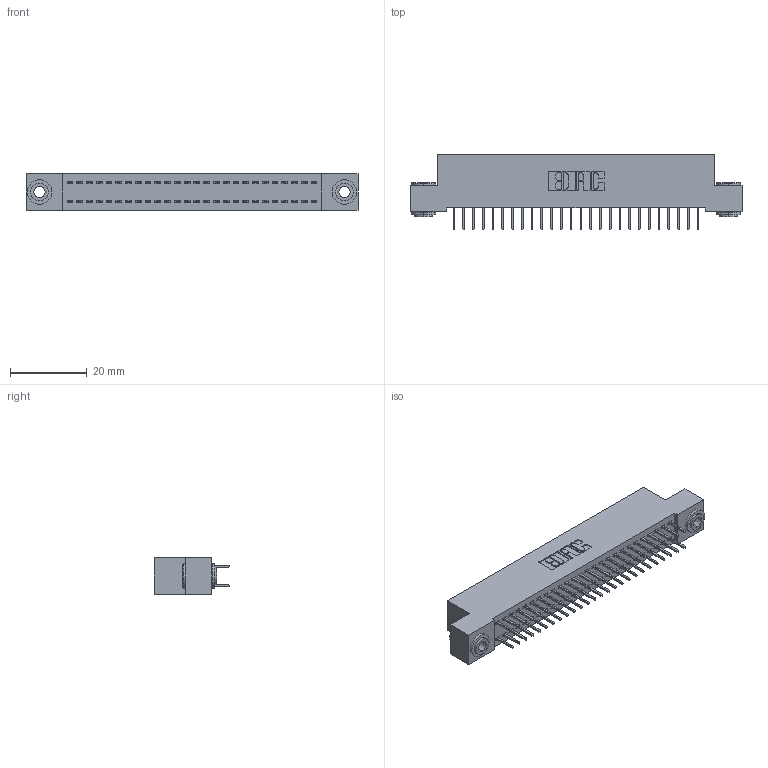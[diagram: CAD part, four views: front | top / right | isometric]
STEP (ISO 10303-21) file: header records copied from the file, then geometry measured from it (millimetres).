
FILE_DESCRIPTION (( 'STEP AP203' ), '1' );
FILE_NAME ('342-052-524-203.STEP', '2019-10-03T01:13:16', ( '' ), ( '' ), 'SwSTEP 2.0', 'SolidWorks 2016', '' );
FILE_SCHEMA (( 'CONFIG_CONTROL_DESIGN' ));
Length unit declared in the file: inch
Products named in the file (4): 342-250-002_345-250-002-102; 342-052-524-203; 342 Part_.156 TH; 345-292-001_345-293-124
Assembly tree (55 placements, depth 2):
  342-052-524-203
    342 Part_.156 TH
    345-292-001_345-293-124  x52
    342-250-002_345-250-002-102  x2
Bounding box: 86.36 x 19.69 x 9.4 mm (x, y, z)
Volume: 7627.8 mm3; surface area: 12031.3 mm2
Topology: 55 solids, 55 shells, 3060 faces, 8643 edges, 5550 vertices
Faces by surface type: plane 2260, cylinder 792, cone 8
Entity records: 19388 total; most frequent: CARTESIAN_POINT 3205, ORIENTED_EDGE 3134, DIRECTION 2801, EDGE_CURVE 1567, VECTOR 1419, LINE 1419, VERTEX_POINT 1038, AXIS2_PLACEMENT_3D 691
